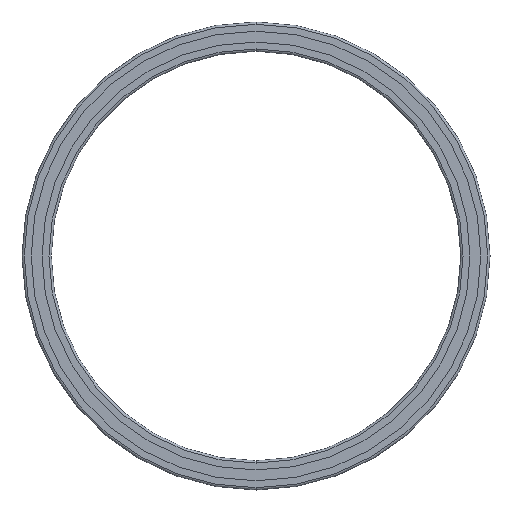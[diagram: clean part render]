
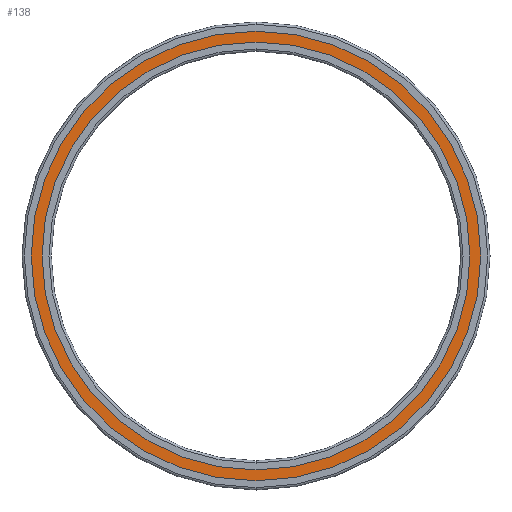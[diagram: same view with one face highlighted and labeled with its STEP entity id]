
A CAD part, front view. The second image highlights one B-rep face of the part: STEP entity #138.
In plain terms, the highlighted planar face has unit normal (0, -1, 0).
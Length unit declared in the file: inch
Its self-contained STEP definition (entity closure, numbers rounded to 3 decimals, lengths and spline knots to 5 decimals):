
#7 = DIRECTION ( 'NONE',  ( 0., 0., 1. ) ) ;
#11 = VERTEX_POINT ( 'NONE', #251 ) ;
#43 = ORIENTED_EDGE ( 'NONE', *, *, #57, .F. ) ;
#47 = ORIENTED_EDGE ( 'NONE', *, *, #630, .T. ) ;
#55 = EDGE_LOOP ( 'NONE', ( #247, #43 ) ) ;
#57 = EDGE_CURVE ( 'NONE', #107, #274, #104, .T. ) ;
#67 = AXIS2_PLACEMENT_3D ( 'NONE', #301, #419, #424 ) ;
#104 = CIRCLE ( 'NONE', #565, 1.92126 ) ;
#107 = VERTEX_POINT ( 'NONE', #631 ) ;
#130 = CIRCLE ( 'NONE', #382, 1.82874 ) ;
#138 = ADVANCED_FACE ( 'NONE', ( #246, #508 ), #398, .F. ) ;
#177 = CARTESIAN_POINT ( 'NONE',  ( 0., -0.10531, 1.82874 ) ) ;
#246 = FACE_OUTER_BOUND ( 'NONE', #55, .T. ) ;
#247 = ORIENTED_EDGE ( 'NONE', *, *, #428, .F. ) ;
#251 = CARTESIAN_POINT ( 'NONE',  ( 0., -0.10531, -1.82874 ) ) ;
#274 = VERTEX_POINT ( 'NONE', #306 ) ;
#275 = CARTESIAN_POINT ( 'NONE',  ( 1.82874, -0.10531, 0. ) ) ;
#294 = DIRECTION ( 'NONE',  ( 0., 1., 0. ) ) ;
#301 = CARTESIAN_POINT ( 'NONE',  ( 0., -0.10531, 0. ) ) ;
#306 = CARTESIAN_POINT ( 'NONE',  ( 0., -0.10531, 1.92126 ) ) ;
#326 = CARTESIAN_POINT ( 'NONE',  ( 0., -0.10531, 0. ) ) ;
#343 = EDGE_LOOP ( 'NONE', ( #413, #47 ) ) ;
#364 = AXIS2_PLACEMENT_3D ( 'NONE', #326, #607, #7 ) ;
#382 = AXIS2_PLACEMENT_3D ( 'NONE', #542, #294, #648 ) ;
#389 = CIRCLE ( 'NONE', #364, 1.82874 ) ;
#398 = PLANE ( 'NONE',  #671 ) ;
#413 = ORIENTED_EDGE ( 'NONE', *, *, #723, .T. ) ;
#419 = DIRECTION ( 'NONE',  ( 0., 1., 0. ) ) ;
#424 = DIRECTION ( 'NONE',  ( 0., 0., 1. ) ) ;
#428 = EDGE_CURVE ( 'NONE', #274, #107, #440, .T. ) ;
#439 = VERTEX_POINT ( 'NONE', #177 ) ;
#440 = CIRCLE ( 'NONE', #67, 1.92126 ) ;
#467 = DIRECTION ( 'NONE',  ( 0., 1., 0. ) ) ;
#508 = FACE_BOUND ( 'NONE', #343, .T. ) ;
#542 = CARTESIAN_POINT ( 'NONE',  ( 0., -0.10531, 0. ) ) ;
#565 = AXIS2_PLACEMENT_3D ( 'NONE', #629, #623, #672 ) ;
#607 = DIRECTION ( 'NONE',  ( 0., 1., 0. ) ) ;
#623 = DIRECTION ( 'NONE',  ( 0., 1., 0. ) ) ;
#629 = CARTESIAN_POINT ( 'NONE',  ( 0., -0.10531, 0. ) ) ;
#630 = EDGE_CURVE ( 'NONE', #11, #439, #389, .T. ) ;
#631 = CARTESIAN_POINT ( 'NONE',  ( 0., -0.10531, -1.92126 ) ) ;
#648 = DIRECTION ( 'NONE',  ( 0., 0., 1. ) ) ;
#671 = AXIS2_PLACEMENT_3D ( 'NONE', #275, #467, #738 ) ;
#672 = DIRECTION ( 'NONE',  ( 0., 0., 1. ) ) ;
#723 = EDGE_CURVE ( 'NONE', #439, #11, #130, .T. ) ;
#738 = DIRECTION ( 'NONE',  ( 0., 0., 1. ) ) ;
